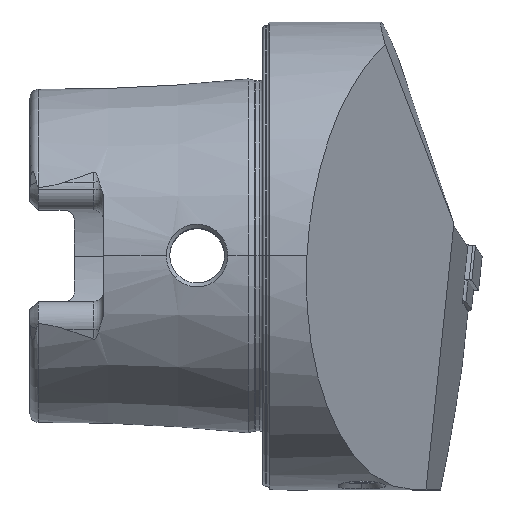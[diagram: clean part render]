
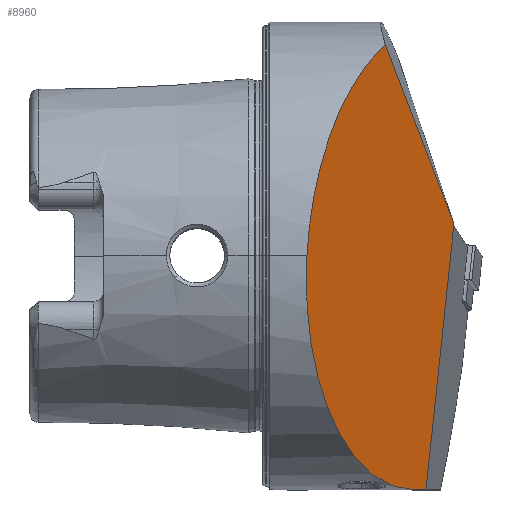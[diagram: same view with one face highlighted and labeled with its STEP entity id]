
A CAD part, top view. The second image highlights one B-rep face of the part: STEP entity #8960.
In plain terms, the highlighted planar face has unit normal (0.891, -0.046, 0.452).
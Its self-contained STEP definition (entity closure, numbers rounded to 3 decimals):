
#317 = CARTESIAN_POINT ( 'NONE',  ( 32.995, -32., -24.482 ) ) ;
#458 = EDGE_CURVE ( 'NONE', #9548, #7067, #6701, .T. ) ;
#644 = EDGE_CURVE ( 'NONE', #7893, #5745, #9833, .T. ) ;
#858 = VECTOR ( 'NONE', #1469, 1000. ) ;
#880 =( BOUNDED_CURVE ( )  B_SPLINE_CURVE ( 3, ( #2877, #4598, #6341, #8667 ),
 .UNSPECIFIED., .F., .F. ) 
 B_SPLINE_CURVE_WITH_KNOTS ( ( 4, 4 ),
 ( 0.102, 1.226 ),
 .UNSPECIFIED. ) 
 CURVE ( )  GEOMETRIC_REPRESENTATION_ITEM ( )  RATIONAL_B_SPLINE_CURVE ( ( 1., 0.897, 0.897, 1. ) ) 
 REPRESENTATION_ITEM ( '' )  );
#1185 = CARTESIAN_POINT ( 'NONE',  ( 26.136, 4.376, -7.233 ) ) ;
#1223 = ORIENTED_EDGE ( 'NONE', *, *, #458, .F. ) ;
#1469 = DIRECTION ( 'NONE',  ( 0.279, -0.728, -0.626 ) ) ;
#1508 = CARTESIAN_POINT ( 'NONE',  ( 5.048, -18.745, 32. ) ) ;
#2266 = CARTESIAN_POINT ( 'NONE',  ( 34.319, -16.952, -25.555 ) ) ;
#2450 = CARTESIAN_POINT ( 'NONE',  ( 20.584, -32., 0. ) ) ;
#2546 = CARTESIAN_POINT ( 'NONE',  ( 21.275, -41.875, -2.372 ) ) ;
#2876 = LINE ( 'NONE', #2546, #9549 ) ;
#2877 = CARTESIAN_POINT ( 'NONE',  ( 6.02, 0., 32. ) ) ;
#2944 = ORIENTED_EDGE ( 'NONE', *, *, #5681, .F. ) ;
#3192 = CARTESIAN_POINT ( 'NONE',  ( 20.584, -32., 0. ) ) ;
#3664 = DIRECTION ( 'NONE',  ( -0.891, 0.046, -0.452 ) ) ;
#4164 = FACE_OUTER_BOUND ( 'NONE', #6180, .T. ) ;
#4571 = CARTESIAN_POINT ( 'NONE',  ( 21.275, -41.875, -2.372 ) ) ;
#4598 = CARTESIAN_POINT ( 'NONE',  ( 6.677, 12.675, 32. ) ) ;
#5681 = EDGE_CURVE ( 'NONE', #5745, #9545, #6031, .T. ) ;
#5724 = CARTESIAN_POINT ( 'NONE',  ( 6.02, 0., 32. ) ) ;
#5745 = VERTEX_POINT ( 'NONE', #2450 ) ;
#5809 = CARTESIAN_POINT ( 'NONE',  ( 6.02, 0., 32. ) ) ;
#5845 = ORIENTED_EDGE ( 'NONE', *, *, #644, .F. ) ;
#6031 =( BOUNDED_CURVE ( )  B_SPLINE_CURVE ( 3, ( #3192, #9270, #1508, #5809 ),
 .UNSPECIFIED., .F., .F. ) 
 B_SPLINE_CURVE_WITH_KNOTS ( ( 4, 4 ),
 ( 4.814, 6.385 ),
 .UNSPECIFIED. ) 
 CURVE ( )  GEOMETRIC_REPRESENTATION_ITEM ( )  RATIONAL_B_SPLINE_CURVE ( ( 1., 0.805, 0.805, 1. ) ) 
 REPRESENTATION_ITEM ( '' )  );
#6150 = AXIS2_PLACEMENT_3D ( 'NONE', #4571, #3664, #6350 ) ;
#6180 = EDGE_LOOP ( 'NONE', ( #1223, #9867, #2944, #5845, #11124 ) ) ;
#6341 = CARTESIAN_POINT ( 'NONE',  ( 10.658, 23.398, 25.242 ) ) ;
#6350 = DIRECTION ( 'NONE',  ( -0.452, 0., 0.892 ) ) ;
#6701 = LINE ( 'NONE', #2266, #858 ) ;
#6732 = CARTESIAN_POINT ( 'NONE',  ( 22.312, -32., -3.409 ) ) ;
#6841 = VECTOR ( 'NONE', #8117, 1000. ) ;
#7067 = VERTEX_POINT ( 'NONE', #1185 ) ;
#7331 = CARTESIAN_POINT ( 'NONE',  ( 16.738, 28.867, 13.808 ) ) ;
#7893 = VERTEX_POINT ( 'NONE', #6732 ) ;
#8117 = DIRECTION ( 'NONE',  ( -0.452, 0., 0.892 ) ) ;
#8667 = CARTESIAN_POINT ( 'NONE',  ( 16.738, 28.867, 13.808 ) ) ;
#8691 = DIRECTION ( 'NONE',  ( 0.104, 0.989, -0.104 ) ) ;
#8865 = PLANE ( 'NONE',  #6150 ) ;
#8960 = ADVANCED_FACE ( 'NONE', ( #4164 ), #8865, .F. ) ;
#9270 = CARTESIAN_POINT ( 'NONE',  ( 11.081, -32., 18.745 ) ) ;
#9363 = EDGE_CURVE ( 'NONE', #9545, #9548, #880, .T. ) ;
#9545 = VERTEX_POINT ( 'NONE', #5724 ) ;
#9548 = VERTEX_POINT ( 'NONE', #7331 ) ;
#9549 = VECTOR ( 'NONE', #8691, 1000. ) ;
#9833 = LINE ( 'NONE', #317, #6841 ) ;
#9867 = ORIENTED_EDGE ( 'NONE', *, *, #9363, .F. ) ;
#10273 = EDGE_CURVE ( 'NONE', #7893, #7067, #2876, .T. ) ;
#11124 = ORIENTED_EDGE ( 'NONE', *, *, #10273, .T. ) ;
